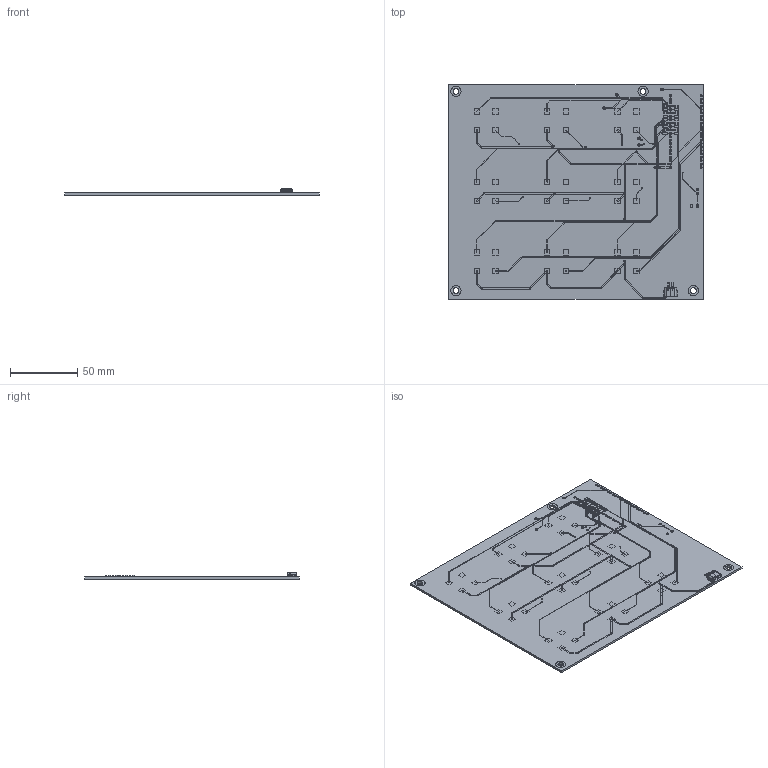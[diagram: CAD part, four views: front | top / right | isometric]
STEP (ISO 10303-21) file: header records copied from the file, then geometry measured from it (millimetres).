
FILE_DESCRIPTION(('KiCad electronic assembly'),'2;1');
FILE_NAME('Block-Party-Main-Board.step','2024-05-07T19:34:54',('Pcbnew') ,('Kicad'),'Open CASCADE STEP processor 7.7','KiCad to STEP converter' ,'Unknown');
FILE_SCHEMA(('AUTOMOTIVE_DESIGN { 1 0 10303 214 1 1 1 1 }'));
Length unit declared in the file: millimetre
Products named in the file (608): Block-Party-Main-Board 1; R_0805_2012Metric; C_0805_2012Metric; USB_C_Receptacle_GCT_USB4125-xx-x-0190_6P_TopMnt_Horizontal; USB_C_Receptacle_GCT_USB4125-xx-x_6P_TopMnt_Horizontal; Block-Party-Main-Board_track_1; Block-Party-Main-Board_track_2; Block-Party-Main-Board_track_3; Block-Party-Main-Board_track_4; Block-Party-Main-Board_track_5; Block-Party-Main-Board_track_6; Block-Party-Main-Board_track_7; Block-Party-Main-Board_track_8; Block-Party-Main-Board_track_9; Block-Party-Main-Board_track_10; Block-Party-Main-Board_track_11; Block-Party-Main-Board_track_12; Block-Party-Main-Board_track_13; Block-Party-Main-Board_track_14; Block-Party-Main-Board_track_15; Block-Party-Main-Board_track_16; Block-Party-Main-Board_track_17; Block-Party-Main-Board_track_18; Block-Party-Main-Board_track_19; Block-Party-Main-Board_track_20; Block-Party-Main-Board_track_21; Block-Party-Main-Board_track_22; Block-Party-Main-Board_track_23; Block-Party-Main-Board_track_24; Block-Party-Main-Board_track_25; Block-Party-Main-Board_track_26; Block-Party-Main-Board_track_27; Block-Party-Main-Board_track_28; Block-Party-Main-Board_track_29; Block-Party-Main-Board_track_30; Block-Party-Main-Board_track_31; Block-Party-Main-Board_track_32; Block-Party-Main-Board_track_33; Block-Party-Main-Board_track_34; Block-Party-Main-Board_track_35 ...
Assembly tree (625 placements, depth 3):
  Block-Party-Main-Board 1
    R_0805_2012Metric  x11
      R_0805_2012Metric
    C_0805_2012Metric  x9
      C_0805_2012Metric
    USB_C_Receptacle_GCT_USB4125-xx-x-0190_6P_TopMnt_Horizontal
      USB_C_Receptacle_GCT_USB4125-xx-x_6P_TopMnt_Horizontal
    Block-Party-Main-Board_track_1
    Block-Party-Main-Board_track_2
    Block-Party-Main-Board_track_3
    Block-Party-Main-Board_track_4
    Block-Party-Main-Board_track_5
    Block-Party-Main-Board_track_6
    Block-Party-Main-Board_track_7
    Block-Party-Main-Board_track_8
    Block-Party-Main-Board_track_9
    Block-Party-Main-Board_track_10
    Block-Party-Main-Board_track_11
    Block-Party-Main-Board_track_12
    Block-Party-Main-Board_track_13
    Block-Party-Main-Board_track_14
    Block-Party-Main-Board_track_15
    Block-Party-Main-Board_track_16
    Block-Party-Main-Board_track_17
    Block-Party-Main-Board_track_18
    Block-Party-Main-Board_track_19
    Block-Party-Main-Board_track_20
    Block-Party-Main-Board_track_21
    Block-Party-Main-Board_track_22
    Block-Party-Main-Board_track_23
    Block-Party-Main-Board_track_24
    Block-Party-Main-Board_track_25
    Block-Party-Main-Board_track_26
    Block-Party-Main-Board_track_27
    Block-Party-Main-Board_track_28
    Block-Party-Main-Board_track_29
    Block-Party-Main-Board_track_30
    Block-Party-Main-Board_track_31
    Block-Party-Main-Board_track_32
    Block-Party-Main-Board_track_33
    Block-Party-Main-Board_track_34
    Block-Party-Main-Board_track_35
    Block-Party-Main-Board_track_36
    Block-Party-Main-Board_track_37
    Block-Party-Main-Board_track_38
    Block-Party-Main-Board_track_39
    Block-Party-Main-Board_track_40
    Block-Party-Main-Board_track_41
    Block-Party-Main-Board_track_42
    Block-Party-Main-Board_track_43
    Block-Party-Main-Board_track_44
    Block-Party-Main-Board_track_45
    Block-Party-Main-Board_track_46
    Block-Party-Main-Board_track_47
    Block-Party-Main-Board_track_48
    Block-Party-Main-Board_track_49
    Block-Party-Main-Board_track_50
    Block-Party-Main-Board_track_51
    Block-Party-Main-Board_track_52
    Block-Party-Main-Board_track_53
Bounding box: 190 x 160 x 5.16 mm (x, y, z)
Volume: 48700.1 mm3; surface area: 68650.5 mm2
Topology: 630 solids, 630 shells, 5171 faces, 11459 edges, 7564 vertices
Faces by surface type: plane 3704, cylinder 1465, cone 2
Full cylindrical faces by diameter (mm): 0.25 x1, 0.35 x110, 0.4 x54, 0.8 x40, 0.97 x134, 1 x1, 1.02 x88, 1.05 x8, 1.1 x4, 1.2 x16, 1.53 x86, 1.65 x4, 2 x7, 4.25 x12, 4.3 x8, 7.6 x8
Entity records: 147849 total; most frequent: DIRECTION 23413, CARTESIAN_POINT 22256, ORIENTED_EDGE 20422, EDGE_CURVE 10203, AXIS2_PLACEMENT_3D 7897, LINE 7619, VECTOR 7619, VERTEX_POINT 6740
